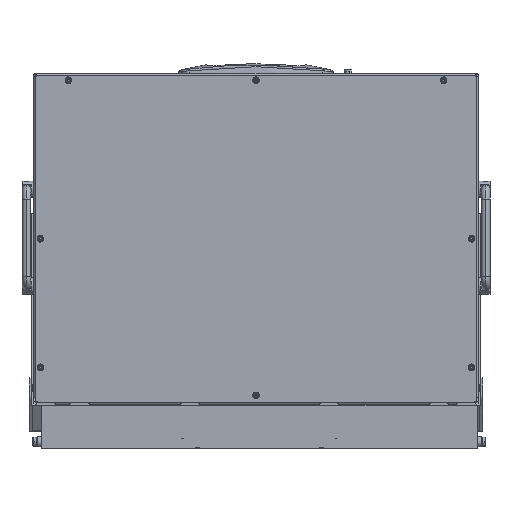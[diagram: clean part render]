
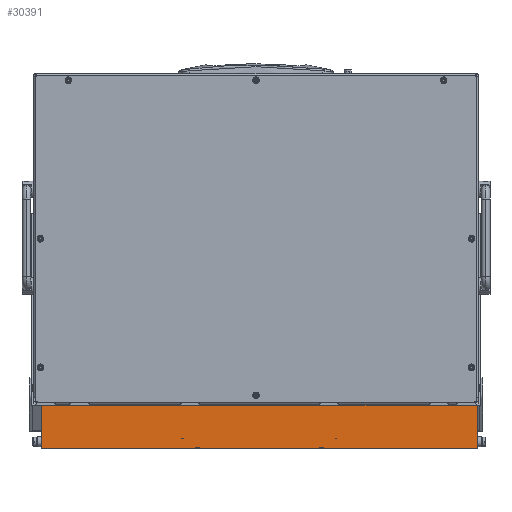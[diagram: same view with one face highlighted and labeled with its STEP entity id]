
A CAD part, front view. The second image highlights one B-rep face of the part: STEP entity #30391.
In plain terms, the highlighted planar face has unit normal (0, -1, 0).
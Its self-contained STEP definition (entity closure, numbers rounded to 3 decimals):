
#1965 = LINE ( 'NONE', #51193, #84431 ) ;
#3496 = ORIENTED_EDGE ( 'NONE', *, *, #68739, .F. ) ;
#6710 = LINE ( 'NONE', #63985, #47432 ) ;
#6713 = DIRECTION ( 'NONE',  ( 0., 0., 1. ) ) ;
#8819 = DIRECTION ( 'NONE',  ( 0., 1., 0. ) ) ;
#15388 = CARTESIAN_POINT ( 'NONE',  ( 36.579, 0., -18.964 ) ) ;
#18013 = DIRECTION ( 'NONE',  ( 1., 0., -0.017 ) ) ;
#30391 = ADVANCED_FACE ( 'NONE', ( #40419 ), #89718, .F. ) ;
#40419 = FACE_OUTER_BOUND ( 'NONE', #85682, .T. ) ;
#41248 = VECTOR ( 'NONE', #90186, 1000. ) ;
#47432 = VECTOR ( 'NONE', #56462, 1000. ) ;
#47493 = EDGE_CURVE ( 'NONE', #94006, #71195, #89812, .T. ) ;
#51193 = CARTESIAN_POINT ( 'NONE',  ( 44.443, 0., 431.563 ) ) ;
#56462 = DIRECTION ( 'NONE',  ( -1., 0., 0.017 ) ) ;
#57634 = CARTESIAN_POINT ( 'NONE',  ( -7.864, 0., -18.188 ) ) ;
#58117 = CARTESIAN_POINT ( 'NONE',  ( 44.439, 0., 431.309 ) ) ;
#63296 = ORIENTED_EDGE ( 'NONE', *, *, #82421, .T. ) ;
#63985 = CARTESIAN_POINT ( 'NONE',  ( -0.004, 0., 432.085 ) ) ;
#68739 = EDGE_CURVE ( 'NONE', #94006, #87428, #75717, .T. ) ;
#70253 = VECTOR ( 'NONE', #18013, 1000. ) ;
#71195 = VERTEX_POINT ( 'NONE', #15388 ) ;
#72325 = ORIENTED_EDGE ( 'NONE', *, *, #47493, .T. ) ;
#72773 = CARTESIAN_POINT ( 'NONE',  ( -7.864, 0., -18.188 ) ) ;
#74115 = CARTESIAN_POINT ( 'NONE',  ( -0.084, 0., 427.514 ) ) ;
#74159 = CARTESIAN_POINT ( 'NONE',  ( 44.443, 0., 431.563 ) ) ;
#75717 = LINE ( 'NONE', #74115, #41248 ) ;
#82421 = EDGE_CURVE ( 'NONE', #96765, #87428, #6710, .T. ) ;
#84431 = VECTOR ( 'NONE', #87100, 1000. ) ;
#85682 = EDGE_LOOP ( 'NONE', ( #72325, #104676, #63296, #3496 ) ) ;
#87100 = DIRECTION ( 'NONE',  ( 0.017, 0., 1. ) ) ;
#87428 = VERTEX_POINT ( 'NONE', #95689 ) ;
#89718 = PLANE ( 'NONE',  #98402 ) ;
#89812 = LINE ( 'NONE', #57634, #70253 ) ;
#90186 = DIRECTION ( 'NONE',  ( 0.017, 0., 1. ) ) ;
#94006 = VERTEX_POINT ( 'NONE', #72773 ) ;
#95689 = CARTESIAN_POINT ( 'NONE',  ( -0.004, 0., 432.085 ) ) ;
#96765 = VERTEX_POINT ( 'NONE', #58117 ) ;
#98402 = AXIS2_PLACEMENT_3D ( 'NONE', #74159, #8819, #6713 ) ;
#99587 = EDGE_CURVE ( 'NONE', #71195, #96765, #1965, .T. ) ;
#104676 = ORIENTED_EDGE ( 'NONE', *, *, #99587, .T. ) ;
